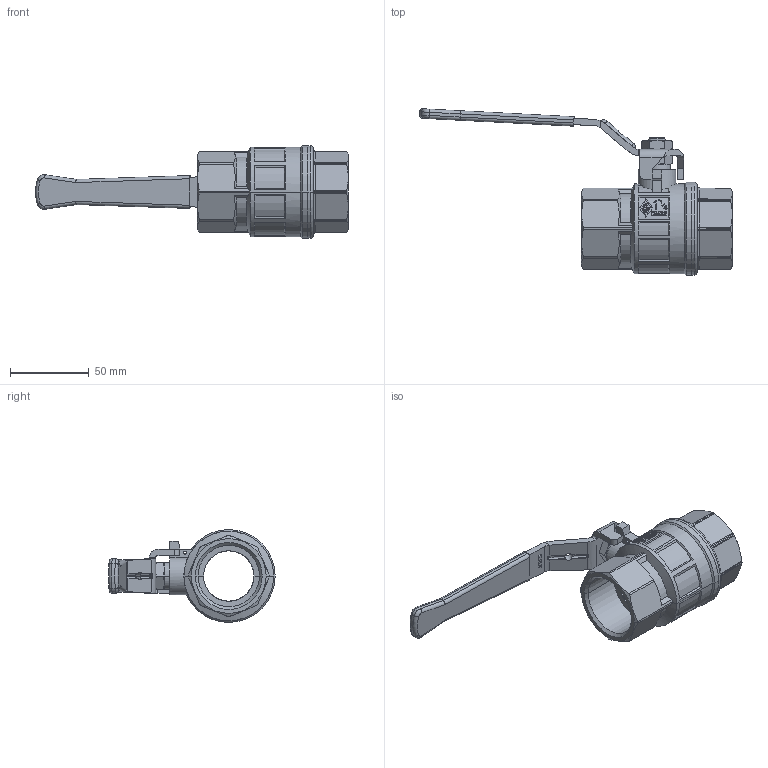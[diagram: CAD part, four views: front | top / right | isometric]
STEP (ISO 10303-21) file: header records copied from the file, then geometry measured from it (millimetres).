
FILE_DESCRIPTION(('Creo Elements/Direct Modeling STEP Export'),'2;1');
FILE_NAME('5980070000.stp','2021-05-27T 7:10:36',(''),(''),'Creo Elements/Direct Modeling STEP processor for AP214 (Solid Model)','Creo Elements/Direct Modeling 20.1D 10-Oct-2020 (C) Parametric Technology GmbH','');
FILE_SCHEMA(('AUTOMOTIVE_DESIGN { 1 0 10303 214 1 1 1 1 }'));
Length unit declared in the file: millimetre
Products named in the file (2): 5980070000
Assembly tree (1 placements, depth 2):
  5980070000
    5980070000
Bounding box: 198.94 x 105.73 x 59 mm (x, y, z)
Volume: 136696.7 mm3; surface area: 41860.9 mm2
Topology: 1 solids, 1 shells, 979 faces, 2656 edges, 1729 vertices
Faces by surface type: plane 699, cylinder 131, cone 88, bspline 32, torus 19, sphere 7, extrusion 2, revolution 1
Entity records: 34989 total; most frequent: CARTESIAN_POINT 8393, DIRECTION 5346, ORIENTED_EDGE 5294, EDGE_CURVE 2647, AXIS2_PLACEMENT_3D 2069, VERTEX_POINT 1729, VECTOR 1207, LINE 1205
